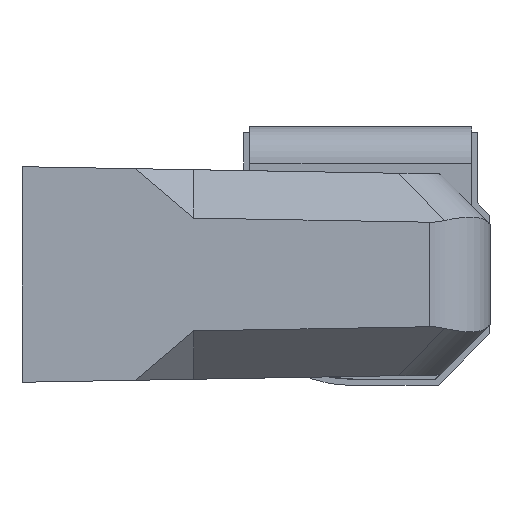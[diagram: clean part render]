
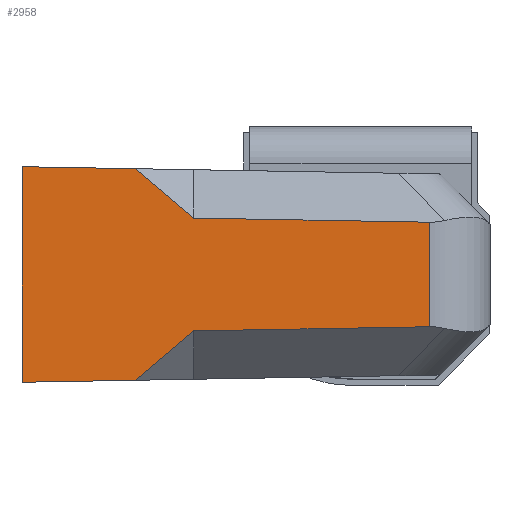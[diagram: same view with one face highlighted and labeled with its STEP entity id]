
A CAD part, front view. The second image highlights one B-rep face of the part: STEP entity #2958.
In plain terms, the highlighted planar face has unit normal (0.018, -1, 0).
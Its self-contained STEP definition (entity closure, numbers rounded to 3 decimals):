
#119 = PLANE ( 'NONE',  #593 ) ;
#256 = VECTOR ( 'NONE', #1412, 1000. ) ;
#335 = CARTESIAN_POINT ( 'NONE',  ( -15.072, -63.257, 4.579 ) ) ;
#373 = CARTESIAN_POINT ( 'NONE',  ( -29., -63.5, -8.75 ) ) ;
#401 = CARTESIAN_POINT ( 'NONE',  ( -19.802, -63.339, 8.589 ) ) ;
#456 = CARTESIAN_POINT ( 'NONE',  ( -29., -63.5, 8.75 ) ) ;
#593 = AXIS2_PLACEMENT_3D ( 'NONE', #6147, #5334, #4563 ) ;
#672 = EDGE_CURVE ( 'NONE', #4449, #5212, #4169, .T. ) ;
#739 = VECTOR ( 'NONE', #5080, 1000. ) ;
#855 = FACE_OUTER_BOUND ( 'NONE', #7401, .T. ) ;
#933 = ORIENTED_EDGE ( 'NONE', *, *, #5295, .T. ) ;
#1030 = LINE ( 'NONE', #7024, #2135 ) ;
#1211 = LINE ( 'NONE', #456, #1550 ) ;
#1412 = DIRECTION ( 'NONE',  ( -1., -0.017, 0.017 ) ) ;
#1550 = VECTOR ( 'NONE', #7240, 1000. ) ;
#1650 = ORIENTED_EDGE ( 'NONE', *, *, #7105, .F. ) ;
#1695 = EDGE_CURVE ( 'NONE', #6497, #3535, #6970, .T. ) ;
#1744 = ORIENTED_EDGE ( 'NONE', *, *, #5389, .T. ) ;
#1927 = CARTESIAN_POINT ( 'NONE',  ( -29., -63.5, 8.75 ) ) ;
#2135 = VECTOR ( 'NONE', #6262, 1000. ) ;
#2184 = CARTESIAN_POINT ( 'NONE',  ( -29.069, -63.501, 4.824 ) ) ;
#2242 = VECTOR ( 'NONE', #5403, 1000. ) ;
#2453 = VERTEX_POINT ( 'NONE', #335 ) ;
#2546 = ORIENTED_EDGE ( 'NONE', *, *, #4859, .T. ) ;
#2669 = DIRECTION ( 'NONE',  ( -1., -0.017, -0.017 ) ) ;
#2755 = CARTESIAN_POINT ( 'NONE',  ( -15.072, -63.257, -4.579 ) ) ;
#2904 = DIRECTION ( 'NONE',  ( 0.763, 0.013, 0.647 ) ) ;
#2951 = LINE ( 'NONE', #2184, #256 ) ;
#2958 = ADVANCED_FACE ( 'NONE', ( #855 ), #119, .F. ) ;
#2995 = VECTOR ( 'NONE', #4509, 1000. ) ;
#2996 = CARTESIAN_POINT ( 'NONE',  ( -19.802, -63.339, -8.589 ) ) ;
#3123 = VECTOR ( 'NONE', #2669, 1000. ) ;
#3413 = CARTESIAN_POINT ( 'NONE',  ( -28.695, -63.495, -8.745 ) ) ;
#3535 = VERTEX_POINT ( 'NONE', #401 ) ;
#3660 = CARTESIAN_POINT ( 'NONE',  ( -16.603, -63.284, -5.877 ) ) ;
#3854 = CARTESIAN_POINT ( 'NONE',  ( 4.087, -62.922, -4.245 ) ) ;
#4169 = LINE ( 'NONE', #3413, #3123 ) ;
#4380 = CARTESIAN_POINT ( 'NONE',  ( 4.087, -62.922, 4.245 ) ) ;
#4446 = LINE ( 'NONE', #3660, #7429 ) ;
#4449 = VERTEX_POINT ( 'NONE', #2996 ) ;
#4509 = DIRECTION ( 'NONE',  ( -0.763, -0.013, 0.647 ) ) ;
#4563 = DIRECTION ( 'NONE',  ( -1., -0.017, 0. ) ) ;
#4859 = EDGE_CURVE ( 'NONE', #7190, #2453, #2951, .T. ) ;
#5080 = DIRECTION ( 'NONE',  ( 0., 0., 1. ) ) ;
#5212 = VERTEX_POINT ( 'NONE', #373 ) ;
#5263 = VERTEX_POINT ( 'NONE', #3854 ) ;
#5275 = CARTESIAN_POINT ( 'NONE',  ( -25.233, -63.434, 13.194 ) ) ;
#5295 = EDGE_CURVE ( 'NONE', #4449, #7357, #4446, .T. ) ;
#5308 = ORIENTED_EDGE ( 'NONE', *, *, #6061, .T. ) ;
#5334 = DIRECTION ( 'NONE',  ( -0.017, 1., 0. ) ) ;
#5389 = EDGE_CURVE ( 'NONE', #5263, #7190, #6644, .T. ) ;
#5403 = DIRECTION ( 'NONE',  ( 1., 0.017, -0.017 ) ) ;
#5475 = ORIENTED_EDGE ( 'NONE', *, *, #7128, .T. ) ;
#5847 = CARTESIAN_POINT ( 'NONE',  ( 4.087, -62.922, 8.75 ) ) ;
#6061 = EDGE_CURVE ( 'NONE', #6497, #5212, #1211, .T. ) ;
#6077 = LINE ( 'NONE', #5275, #2995 ) ;
#6147 = CARTESIAN_POINT ( 'NONE',  ( -29., -63.5, 8.75 ) ) ;
#6181 = ORIENTED_EDGE ( 'NONE', *, *, #672, .F. ) ;
#6211 = CARTESIAN_POINT ( 'NONE',  ( -29., -63.5, 8.75 ) ) ;
#6262 = DIRECTION ( 'NONE',  ( -1., -0.017, -0.017 ) ) ;
#6497 = VERTEX_POINT ( 'NONE', #1927 ) ;
#6644 = LINE ( 'NONE', #5847, #739 ) ;
#6970 = LINE ( 'NONE', #6211, #2242 ) ;
#7024 = CARTESIAN_POINT ( 'NONE',  ( -28.763, -63.496, -4.819 ) ) ;
#7105 = EDGE_CURVE ( 'NONE', #5263, #7357, #1030, .T. ) ;
#7128 = EDGE_CURVE ( 'NONE', #2453, #3535, #6077, .T. ) ;
#7190 = VERTEX_POINT ( 'NONE', #4380 ) ;
#7240 = DIRECTION ( 'NONE',  ( 0., 0., -1. ) ) ;
#7277 = ORIENTED_EDGE ( 'NONE', *, *, #1695, .F. ) ;
#7357 = VERTEX_POINT ( 'NONE', #2755 ) ;
#7401 = EDGE_LOOP ( 'NONE', ( #1650, #1744, #2546, #5475, #7277, #5308, #6181, #933 ) ) ;
#7429 = VECTOR ( 'NONE', #2904, 1000. ) ;
